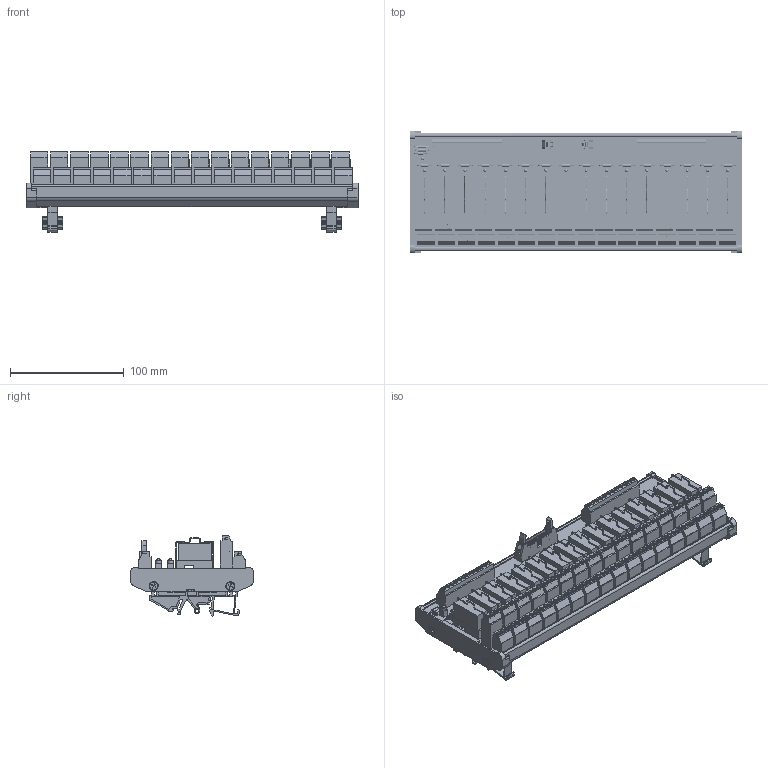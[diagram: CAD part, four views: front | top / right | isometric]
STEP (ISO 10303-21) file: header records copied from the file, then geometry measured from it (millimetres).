
FILE_DESCRIPTION(('CATIA V5R22 STEP214','CAx-IF Rec.Pracs.--- Model Styling and Organization---1.4--- 2014-01-23'),'2;1');
FILE_NAME ('013557-1_0', '2023-07-31T07:20:38+00:00', ('Weidmueller Interface'), ('Weidmueller'), 'CATIA Version 5-6 Release 2016 SP3 HF44', 'CATIA V5 STEP AP214', 'none');
FILE_SCHEMA(('AUTOMOTIVE_DESIGN { 1 0 10303 214 1 1 1 1 }'));
Products named in the file (1): 1449210000_RSM-16 24V+ 2CO S
Bounding box: 292.5 x 108.2 x 70.87 mm (x, y, z)
Volume: 472830.7 mm3; surface area: 272665.8 mm2
Topology: 1 solids, 49 shells, 4875 faces, 13190 edges, 8636 vertices
Faces by surface type: plane 2827, cylinder 1666, bspline 242, torus 140
Entity records: 168201 total; most frequent: CARTESIAN_POINT 45306, ORIENTED_EDGE 26310, DIRECTION 20632, EDGE_CURVE 13155, VERTEX_POINT 8636, VECTOR 8238, LINE 8238, AXIS2_PLACEMENT_3D 7762
